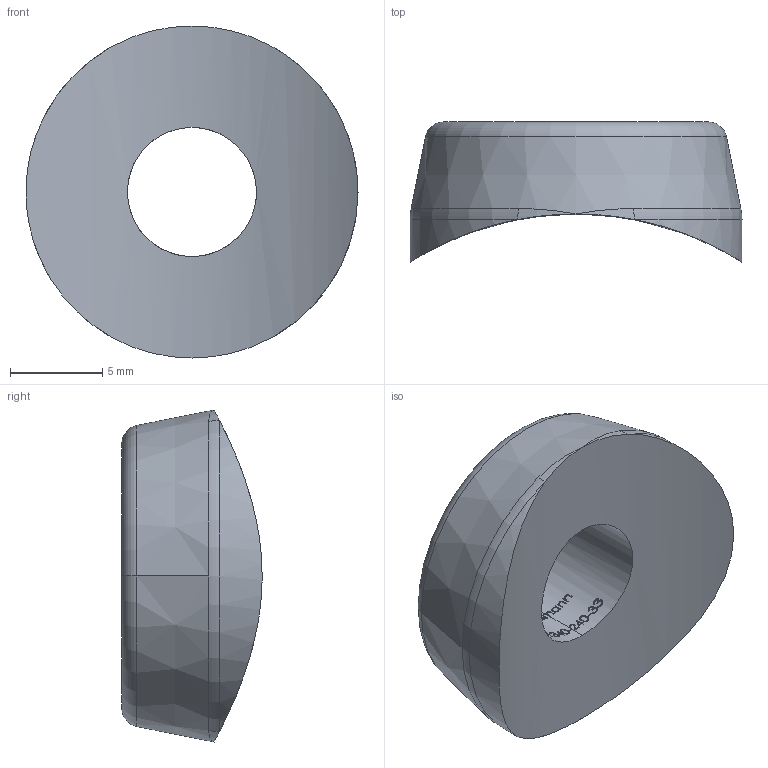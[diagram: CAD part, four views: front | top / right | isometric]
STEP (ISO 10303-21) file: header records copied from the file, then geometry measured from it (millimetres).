
FILE_DESCRIPTION (( 'STEP AP203' ), '1' );
FILE_NAME ('51340-240-33.step', '2021-12-22T12:47:09', ( '' ), ( '' ), 'SwSTEP 2.0', 'SolidWorks 2018', '' );
FILE_SCHEMA (( 'CONFIG_CONTROL_DESIGN' ));
Length unit declared in the file: millimetre
Products named in the file (2): 51340-240-33
Bounding box: 18 x 7.6 x 18 mm (x, y, z)
Volume: 1092.4 mm3; surface area: 837.8 mm2
Topology: 1 solids, 1 shells, 281 faces, 754 edges, 497 vertices
Faces by surface type: bspline 126, plane 116, cylinder 32, torus 5, cone 2
Entity records: 13994 total; most frequent: CARTESIAN_POINT 7643, ORIENTED_EDGE 1500, DIRECTION 914, EDGE_CURVE 750, VERTEX_POINT 497, VECTOR 344, LINE 344, EDGE_LOOP 309
